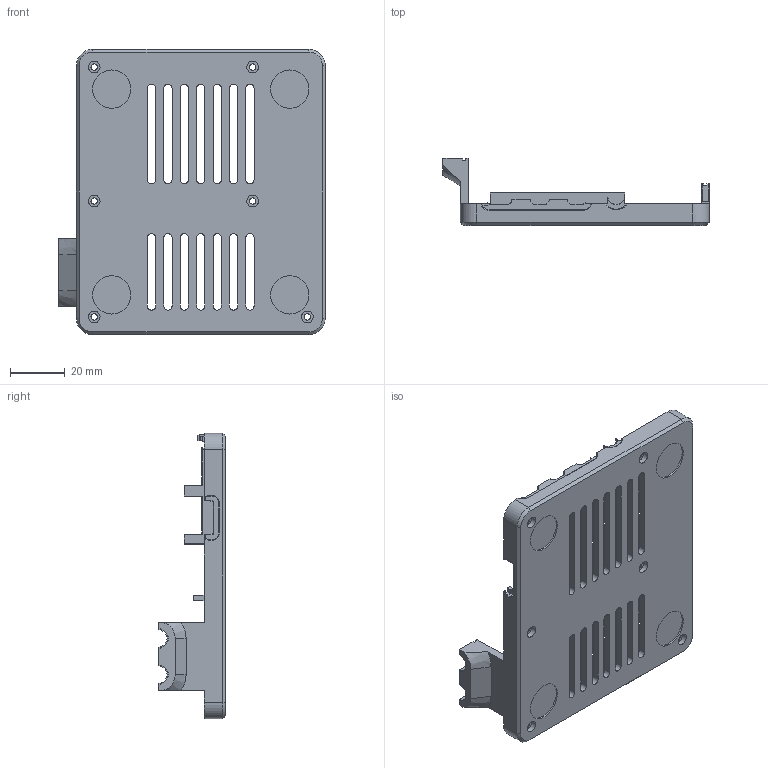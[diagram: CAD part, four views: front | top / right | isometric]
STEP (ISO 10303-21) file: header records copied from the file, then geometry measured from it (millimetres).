
FILE_DESCRIPTION(/* description */ (''),/* implementation_level */ '2;1');
FILE_NAME(/* name */ 'case_bottom.step',/* time_stamp */ '2021-10-20T00:00:00+03:00',/* author */ (''),/* organization */ (''),/* preprocessor_version */ 'ST-DEVELOPER v18.1',/* originating_system */ 'Autodesk Translation Framework v10.10.0.1391',/* authorisation */ '');
FILE_SCHEMA (('AUTOMOTIVE_DESIGN { 1 0 10303 214 3 1 1 }'));
Length unit declared in the file: millimetre
Products named in the file (1): Bottom
Bounding box: 97.4 x 24.5 x 104.4 mm (x, y, z)
Volume: 30507.7 mm3; surface area: 26734.3 mm2
Topology: 1 solids, 1 shells, 429 faces, 1147 edges, 717 vertices
Faces by surface type: plane 251, cylinder 121, cone 57
Full cylindrical faces by diameter (mm): 2.3 x6, 2.5 x2, 3.2 x1, 4.3 x6, 14 x4
Entity records: 13224 total; most frequent: CARTESIAN_POINT 2325, DIRECTION 2269, ORIENTED_EDGE 2262, EDGE_CURVE 1131, LINE 813, VECTOR 813, AXIS2_PLACEMENT_3D 728, VERTEX_POINT 717
